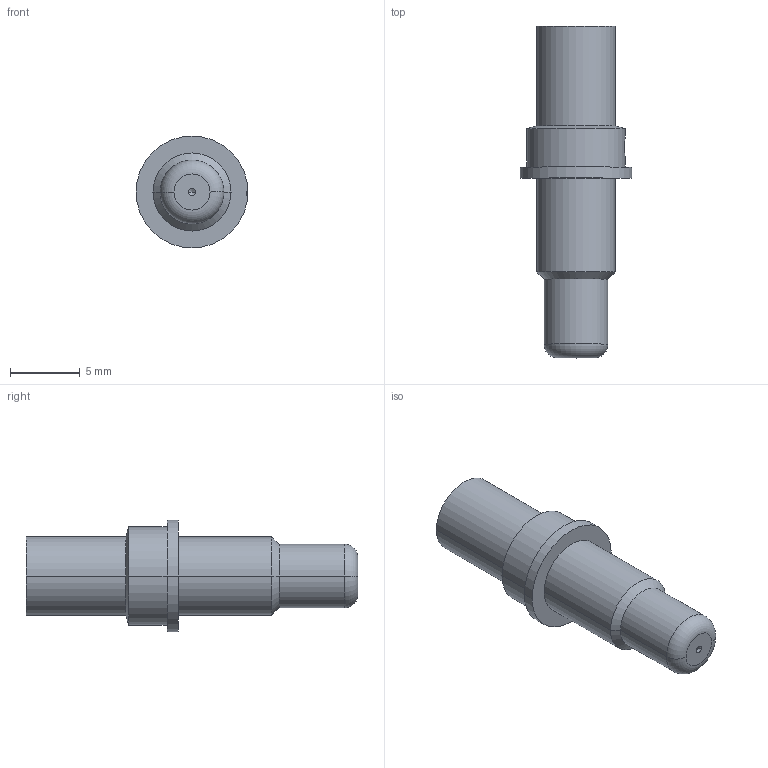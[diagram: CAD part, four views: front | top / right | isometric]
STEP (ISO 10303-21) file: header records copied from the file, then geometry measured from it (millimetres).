
FILE_DESCRIPTION((''),'2;1');
FILE_NAME('00171473102','2020-09-14T',('presta_be4'),(''),'CREO PARAMETRIC BY PTC INC, 2018360','CREO PARAMETRIC BY PTC INC, 2018360','');
FILE_SCHEMA(('CONFIG_CONTROL_DESIGN'));
Length unit declared in the file: millimetre
Products named in the file (1): 00171473102
Bounding box: 8.03 x 23.82 x 8.03 mm (x, y, z)
Volume: 432.7 mm3; surface area: 652.3 mm2
Topology: 1 solids, 1 shells, 70 faces, 182 edges, 114 vertices
Faces by surface type: plane 44, cylinder 16, cone 8, torus 2
Entity records: 2173 total; most frequent: CARTESIAN_POINT 465, ORIENTED_EDGE 356, DIRECTION 326, EDGE_CURVE 178, VERTEX_POINT 114, VECTOR 110, LINE 110, AXIS2_PLACEMENT_3D 108
